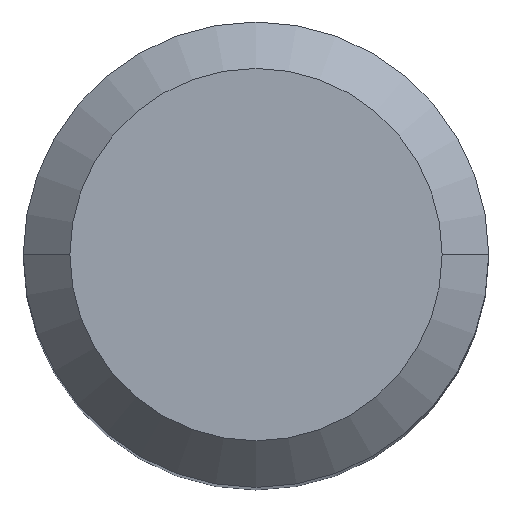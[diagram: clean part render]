
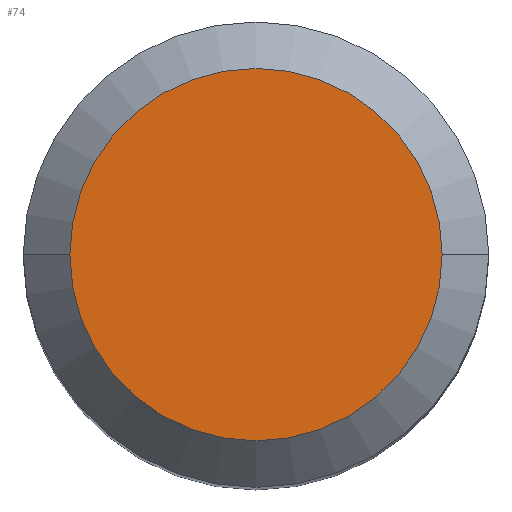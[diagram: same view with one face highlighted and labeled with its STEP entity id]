
A CAD part, top view. The second image highlights one B-rep face of the part: STEP entity #74.
In plain terms, the highlighted planar face has unit normal (0, 0, 1).
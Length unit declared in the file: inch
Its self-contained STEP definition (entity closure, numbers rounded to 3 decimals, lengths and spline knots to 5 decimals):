
#25 = CARTESIAN_POINT ( 'NONE',  ( -0.15748, 0., 0. ) ) ;
#56 = CARTESIAN_POINT ( 'NONE',  ( 0., 0., 0. ) ) ;
#66 = VERTEX_POINT ( 'NONE', #25 ) ;
#74 = ADVANCED_FACE ( 'NONE', ( #455 ), #192, .F. ) ;
#77 = CARTESIAN_POINT ( 'NONE',  ( 0., 0., 0. ) ) ;
#85 = AXIS2_PLACEMENT_3D ( 'NONE', #56, #304, #193 ) ;
#104 = ORIENTED_EDGE ( 'NONE', *, *, #129, .T. ) ;
#108 = DIRECTION ( 'NONE',  ( 1., 0., 0. ) ) ;
#128 = VERTEX_POINT ( 'NONE', #231 ) ;
#129 = EDGE_CURVE ( 'NONE', #66, #128, #200, .T. ) ;
#149 = EDGE_LOOP ( 'NONE', ( #104, #327 ) ) ;
#192 = PLANE ( 'NONE',  #85 ) ;
#193 = DIRECTION ( 'NONE',  ( -1., 0., 0. ) ) ;
#200 = CIRCLE ( 'NONE', #377, 0.15748 ) ;
#212 = AXIS2_PLACEMENT_3D ( 'NONE', #77, #428, #108 ) ;
#222 = CIRCLE ( 'NONE', #212, 0.15748 ) ;
#231 = CARTESIAN_POINT ( 'NONE',  ( 0.15748, 0., 0. ) ) ;
#234 = CARTESIAN_POINT ( 'NONE',  ( 0., 0., 0. ) ) ;
#304 = DIRECTION ( 'NONE',  ( 0., 0., -1. ) ) ;
#327 = ORIENTED_EDGE ( 'NONE', *, *, #395, .T. ) ;
#377 = AXIS2_PLACEMENT_3D ( 'NONE', #234, #504, #465 ) ;
#395 = EDGE_CURVE ( 'NONE', #128, #66, #222, .T. ) ;
#428 = DIRECTION ( 'NONE',  ( 0., 0., 1. ) ) ;
#455 = FACE_OUTER_BOUND ( 'NONE', #149, .T. ) ;
#465 = DIRECTION ( 'NONE',  ( 1., 0., 0. ) ) ;
#504 = DIRECTION ( 'NONE',  ( 0., 0., 1. ) ) ;
